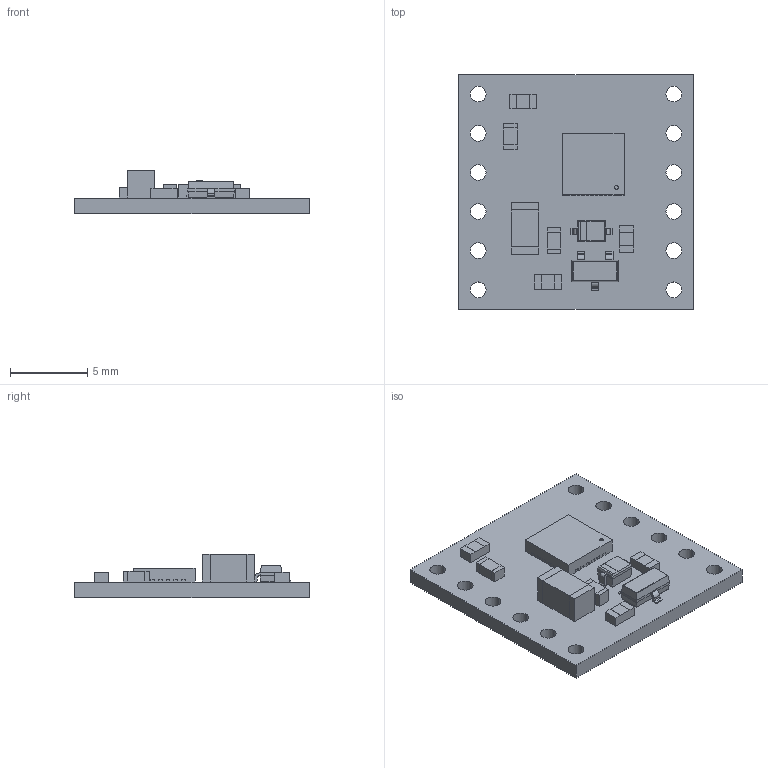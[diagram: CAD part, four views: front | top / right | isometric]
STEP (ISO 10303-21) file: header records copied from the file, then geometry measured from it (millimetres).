
FILE_DESCRIPTION (( 'STEP AP214' ), '1' );
FILE_NAME ('bd65496muv-single-brushed-dc-motor-driver-carrier.step', '2017-06-29T18:43:34', ( '' ), ( '' ), 'SwSTEP 2.0', 'SolidWorks 2016', '' );
FILE_SCHEMA (( 'AUTOMOTIVE_DESIGN' ));
Length unit declared in the file: millimetre
Products named in the file (1): bd65496muv-single-brushed-dc-motor-driver-carrier
Bounding box: 15.24 x 15.24 x 2.82 mm (x, y, z)
Volume: 264 mm3; surface area: 624.7 mm2
Topology: 1 solids, 1 shells, 669 faces, 1811 edges, 1188 vertices
Faces by surface type: plane 453, bspline 160, cylinder 56
Entity records: 33922 total; most frequent: CARTESIAN_POINT 10681, ORIENTED_EDGE 3622, DIRECTION 2599, EDGE_CURVE 1811, VECTOR 1387, LINE 1387, VERTEX_POINT 1188, EDGE_LOOP 745
